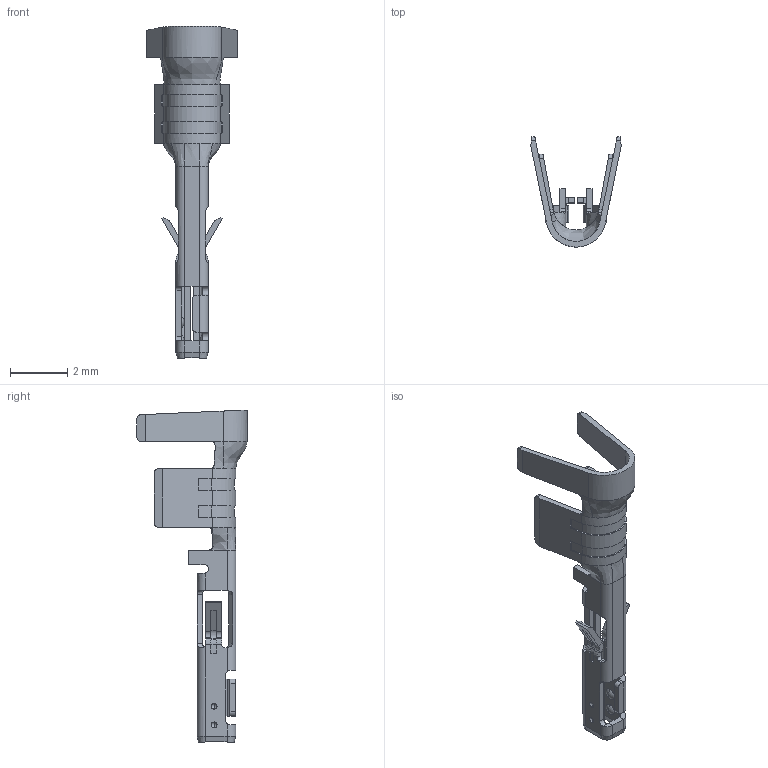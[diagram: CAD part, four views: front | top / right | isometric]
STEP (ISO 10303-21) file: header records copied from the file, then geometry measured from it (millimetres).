
FILE_DESCRIPTION((''),'2;1');
FILE_NAME('PRT0001','2018-01-27T',('d25011'),(''),'CREO PARAMETRIC BY PTC INC, 2014500','CREO PARAMETRIC BY PTC INC, 2014500','');
FILE_SCHEMA(('CONFIG_CONTROL_DESIGN'));
Length unit declared in the file: millimetre
Products named in the file (1): PRT0001
Bounding box: 3.16 x 3.85 x 11.6 mm (x, y, z)
Volume: 9.2 mm3; surface area: 110.7 mm2
Topology: 1 solids, 1 shells, 300 faces, 767 edges, 455 vertices
Faces by surface type: plane 160, cylinder 66, bspline 46, sphere 16, cone 8, extrusion 4
Entity records: 11313 total; most frequent: CARTESIAN_POINT 4418, ORIENTED_EDGE 1502, DIRECTION 1290, EDGE_CURVE 751, VECTOR 470, LINE 466, VERTEX_POINT 455, AXIS2_PLACEMENT_3D 410
